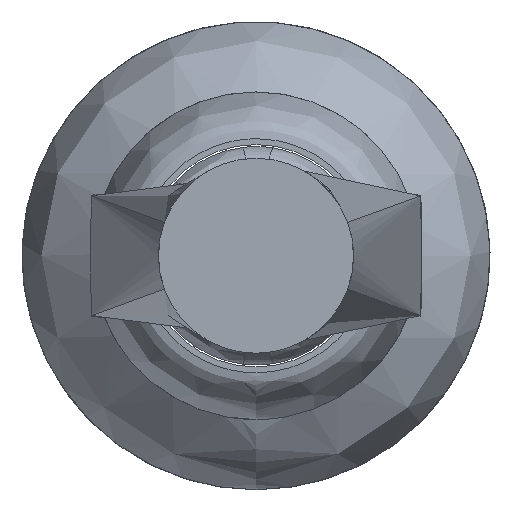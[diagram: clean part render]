
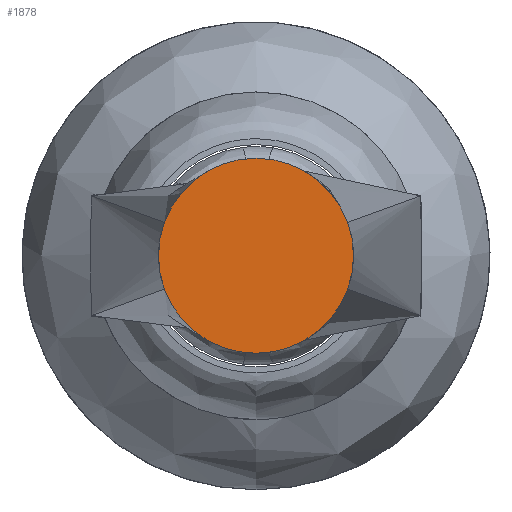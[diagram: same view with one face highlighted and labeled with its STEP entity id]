
A CAD part, front view. The second image highlights one B-rep face of the part: STEP entity #1878.
In plain terms, the highlighted planar face has unit normal (0, -1, 0).
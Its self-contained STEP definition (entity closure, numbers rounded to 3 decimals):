
#421 = PLANE ( 'NONE',  #5060 ) ;
#440 = DIRECTION ( 'NONE',  ( 0., 1., 0. ) ) ;
#1005 = AXIS2_PLACEMENT_3D ( 'NONE', #4406, #3882, #4973 ) ;
#1349 = EDGE_CURVE ( 'NONE', #4760, #4760, #3452, .T. ) ;
#1576 = FACE_OUTER_BOUND ( 'NONE', #5963, .T. ) ;
#1811 = ORIENTED_EDGE ( 'NONE', *, *, #1349, .F. ) ;
#1878 = ADVANCED_FACE ( 'NONE', ( #1576 ), #421, .F. ) ;
#3452 = CIRCLE ( 'NONE', #1005, 12.5 ) ;
#3684 = CARTESIAN_POINT ( 'NONE',  ( 0., -750., 0. ) ) ;
#3882 = DIRECTION ( 'NONE',  ( 0., 1., 0. ) ) ;
#4230 = DIRECTION ( 'NONE',  ( 0., 0., 1. ) ) ;
#4406 = CARTESIAN_POINT ( 'NONE',  ( 0., -750., 0. ) ) ;
#4760 = VERTEX_POINT ( 'NONE', #4876 ) ;
#4876 = CARTESIAN_POINT ( 'NONE',  ( 0., -750., 12.5 ) ) ;
#4973 = DIRECTION ( 'NONE',  ( 0., 0., 1. ) ) ;
#5060 = AXIS2_PLACEMENT_3D ( 'NONE', #3684, #440, #4230 ) ;
#5963 = EDGE_LOOP ( 'NONE', ( #1811 ) ) ;
